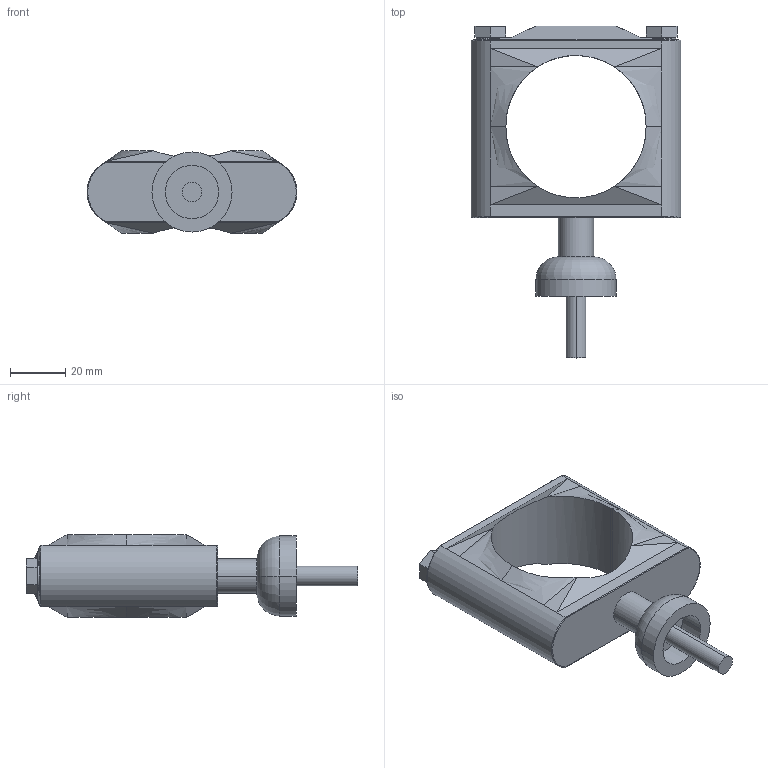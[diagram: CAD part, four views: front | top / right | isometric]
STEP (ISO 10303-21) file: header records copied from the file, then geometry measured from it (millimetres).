
FILE_DESCRIPTION (( 'STEP AP214' ), '1' );
FILE_NAME ('ZC1PC2.0T304ZP.STEP', '2023-05-30T16:00:46', ( '' ), ( '' ), 'SwSTEP 2.0', 'SolidWorks 2018', '' );
FILE_SCHEMA (( 'AUTOMOTIVE_DESIGN' ));
Length unit declared in the file: inch
Products named in the file (1): ZC1PC2.0T304ZP
Bounding box: 75.85 x 120.09 x 29.84 mm (x, y, z)
Volume: 73716.2 mm3; surface area: 19878.7 mm2
Topology: 1 solids, 1 shells, 122 faces, 297 edges, 178 vertices
Faces by surface type: plane 46, cylinder 34, bspline 30, torus 12
Entity records: 4973 total; most frequent: CARTESIAN_POINT 2370, ORIENTED_EDGE 586, DIRECTION 461, EDGE_CURVE 293, VERTEX_POINT 178, AXIS2_PLACEMENT_3D 167, EDGE_LOOP 129, LINE 127
